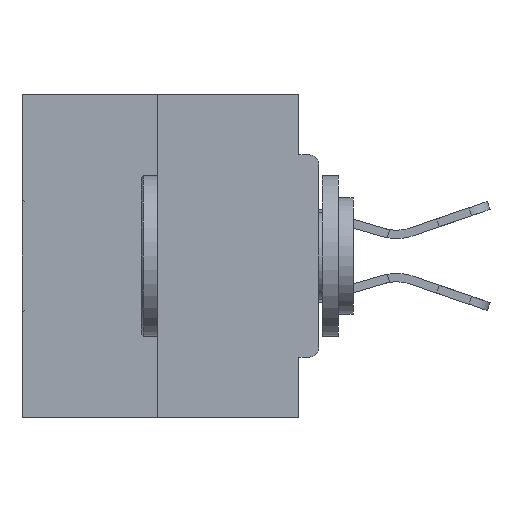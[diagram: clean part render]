
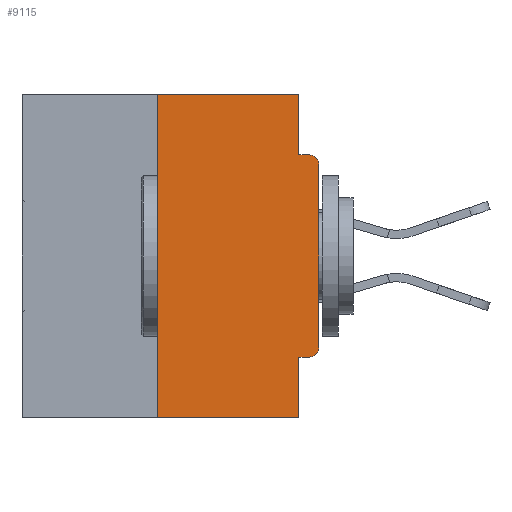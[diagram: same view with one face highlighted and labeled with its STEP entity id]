
A CAD part, left-side view. The second image highlights one B-rep face of the part: STEP entity #9115.
In plain terms, the highlighted planar face has unit normal (-1, 0, 0).
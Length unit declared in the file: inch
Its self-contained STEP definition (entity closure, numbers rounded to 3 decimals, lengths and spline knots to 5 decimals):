
#255 = CARTESIAN_POINT ( 'NONE',  ( 0., 0.46, 0. ) ) ;
#777 = CARTESIAN_POINT ( 'NONE',  ( 0., 0.031, -0.5 ) ) ;
#1682 = DIRECTION ( 'NONE',  ( 0., 0., 1. ) ) ;
#1892 = ORIENTED_EDGE ( 'NONE', *, *, #24696, .T. ) ;
#2181 = VERTEX_POINT ( 'NONE', #5500 ) ;
#2206 = FACE_OUTER_BOUND ( 'NONE', #7530, .T. ) ;
#2354 = DIRECTION ( 'NONE',  ( 0., 0., 1. ) ) ;
#2732 = VECTOR ( 'NONE', #27511, 39.37008 ) ;
#3133 = CARTESIAN_POINT ( 'NONE',  ( 0., 0., -0.1085 ) ) ;
#3766 = AXIS2_PLACEMENT_3D ( 'NONE', #4911, #28223, #5049 ) ;
#4599 = VECTOR ( 'NONE', #29591, 39.37008 ) ;
#4662 = CARTESIAN_POINT ( 'NONE',  ( 0., 0.031, -0.5 ) ) ;
#4911 = CARTESIAN_POINT ( 'NONE',  ( 0., 0.015, -0.3915 ) ) ;
#5049 = DIRECTION ( 'NONE',  ( 0., 0., -1. ) ) ;
#5148 = VERTEX_POINT ( 'NONE', #13088 ) ;
#5486 = VECTOR ( 'NONE', #2354, 39.37008 ) ;
#5500 = CARTESIAN_POINT ( 'NONE',  ( 0., 0.015, -0.4065 ) ) ;
#5657 = VERTEX_POINT ( 'NONE', #30209 ) ;
#5743 = VECTOR ( 'NONE', #41046, 39.37008 ) ;
#5839 = EDGE_CURVE ( 'NONE', #42692, #13662, #16108, .T. ) ;
#6415 = ORIENTED_EDGE ( 'NONE', *, *, #10665, .F. ) ;
#7530 = EDGE_LOOP ( 'NONE', ( #24691, #13676, #23232, #11278, #33089, #17036, #26326, #1892, #6415, #20091 ) ) ;
#8505 = DIRECTION ( 'NONE',  ( 1., 0., 0. ) ) ;
#9115 = ADVANCED_FACE ( 'NONE', ( #2206 ), #25176, .F. ) ;
#9853 = AXIS2_PLACEMENT_3D ( 'NONE', #18423, #8505, #28768 ) ;
#10665 = EDGE_CURVE ( 'NONE', #13662, #19091, #14635, .T. ) ;
#11278 = ORIENTED_EDGE ( 'NONE', *, *, #27527, .F. ) ;
#11338 = LINE ( 'NONE', #40122, #13922 ) ;
#13088 = CARTESIAN_POINT ( 'NONE',  ( 0., 0., -0.3915 ) ) ;
#13430 = LINE ( 'NONE', #255, #4599 ) ;
#13662 = VERTEX_POINT ( 'NONE', #42147 ) ;
#13676 = ORIENTED_EDGE ( 'NONE', *, *, #29379, .F. ) ;
#13842 = CARTESIAN_POINT ( 'NONE',  ( 0., 0.015, -0.1085 ) ) ;
#13922 = VECTOR ( 'NONE', #33720, 39.37008 ) ;
#13987 = DIRECTION ( 'NONE',  ( 0., 0., -1. ) ) ;
#14635 = LINE ( 'NONE', #37692, #5743 ) ;
#15741 = VERTEX_POINT ( 'NONE', #40695 ) ;
#16108 = LINE ( 'NONE', #30793, #19780 ) ;
#16504 = CARTESIAN_POINT ( 'NONE',  ( 0., 0.031, 0. ) ) ;
#17036 = ORIENTED_EDGE ( 'NONE', *, *, #42520, .T. ) ;
#17508 = EDGE_CURVE ( 'NONE', #5148, #26275, #32119, .T. ) ;
#18423 = CARTESIAN_POINT ( 'NONE',  ( 0., 0.46, 0. ) ) ;
#19091 = VERTEX_POINT ( 'NONE', #20176 ) ;
#19424 = CIRCLE ( 'NONE', #3766, 0.015 ) ;
#19629 = VERTEX_POINT ( 'NONE', #4662 ) ;
#19780 = VECTOR ( 'NONE', #34326, 39.37008 ) ;
#20091 = ORIENTED_EDGE ( 'NONE', *, *, #5839, .F. ) ;
#20176 = CARTESIAN_POINT ( 'NONE',  ( 0., 0.015, -0.0935 ) ) ;
#20373 = AXIS2_PLACEMENT_3D ( 'NONE', #13842, #37246, #13987 ) ;
#20952 = EDGE_CURVE ( 'NONE', #5657, #19629, #33418, .T. ) ;
#22535 = EDGE_CURVE ( 'NONE', #2181, #36422, #11338, .T. ) ;
#23232 = ORIENTED_EDGE ( 'NONE', *, *, #20952, .T. ) ;
#24059 = VECTOR ( 'NONE', #35020, 39.37008 ) ;
#24691 = ORIENTED_EDGE ( 'NONE', *, *, #34223, .F. ) ;
#24696 = EDGE_CURVE ( 'NONE', #26275, #19091, #34863, .T. ) ;
#25176 = PLANE ( 'NONE',  #9853 ) ;
#26275 = VERTEX_POINT ( 'NONE', #3133 ) ;
#26326 = ORIENTED_EDGE ( 'NONE', *, *, #17508, .T. ) ;
#27511 = DIRECTION ( 'NONE',  ( 0., 0., -1. ) ) ;
#27527 = EDGE_CURVE ( 'NONE', #36422, #19629, #35163, .T. ) ;
#28223 = DIRECTION ( 'NONE',  ( -1., 0., 0. ) ) ;
#28768 = DIRECTION ( 'NONE',  ( 0., 0., -1. ) ) ;
#28946 = CARTESIAN_POINT ( 'NONE',  ( 0., 0., 0. ) ) ;
#29379 = EDGE_CURVE ( 'NONE', #5657, #15741, #33172, .T. ) ;
#29591 = DIRECTION ( 'NONE',  ( 0., -1., 0. ) ) ;
#30209 = CARTESIAN_POINT ( 'NONE',  ( 0., 0.25, -0.5 ) ) ;
#30793 = CARTESIAN_POINT ( 'NONE',  ( 0., 0.031, 0. ) ) ;
#32119 = LINE ( 'NONE', #28946, #5486 ) ;
#32344 = CARTESIAN_POINT ( 'NONE',  ( 0., 0.25, 0. ) ) ;
#33089 = ORIENTED_EDGE ( 'NONE', *, *, #22535, .F. ) ;
#33172 = LINE ( 'NONE', #32344, #42063 ) ;
#33418 = LINE ( 'NONE', #35588, #24059 ) ;
#33720 = DIRECTION ( 'NONE',  ( 0., 1., 0. ) ) ;
#34223 = EDGE_CURVE ( 'NONE', #15741, #42692, #13430, .T. ) ;
#34326 = DIRECTION ( 'NONE',  ( 0., 0., -1. ) ) ;
#34863 = CIRCLE ( 'NONE', #20373, 0.015 ) ;
#35020 = DIRECTION ( 'NONE',  ( 0., -1., 0. ) ) ;
#35163 = LINE ( 'NONE', #777, #2732 ) ;
#35588 = CARTESIAN_POINT ( 'NONE',  ( 0., 0.46, -0.5 ) ) ;
#36422 = VERTEX_POINT ( 'NONE', #43106 ) ;
#37246 = DIRECTION ( 'NONE',  ( -1., 0., 0. ) ) ;
#37692 = CARTESIAN_POINT ( 'NONE',  ( 0., 0., -0.0935 ) ) ;
#40122 = CARTESIAN_POINT ( 'NONE',  ( 0., 0., -0.4065 ) ) ;
#40695 = CARTESIAN_POINT ( 'NONE',  ( 0., 0.25, 0. ) ) ;
#41046 = DIRECTION ( 'NONE',  ( 0., -1., 0. ) ) ;
#42063 = VECTOR ( 'NONE', #1682, 39.37008 ) ;
#42147 = CARTESIAN_POINT ( 'NONE',  ( 0., 0.031, -0.0935 ) ) ;
#42520 = EDGE_CURVE ( 'NONE', #2181, #5148, #19424, .T. ) ;
#42692 = VERTEX_POINT ( 'NONE', #16504 ) ;
#43106 = CARTESIAN_POINT ( 'NONE',  ( 0., 0.031, -0.4065 ) ) ;
